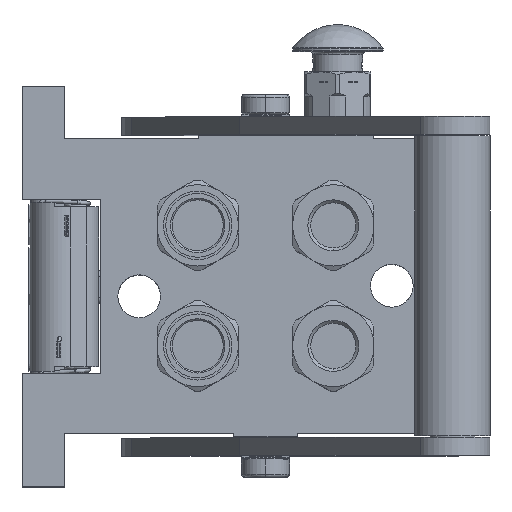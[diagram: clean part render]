
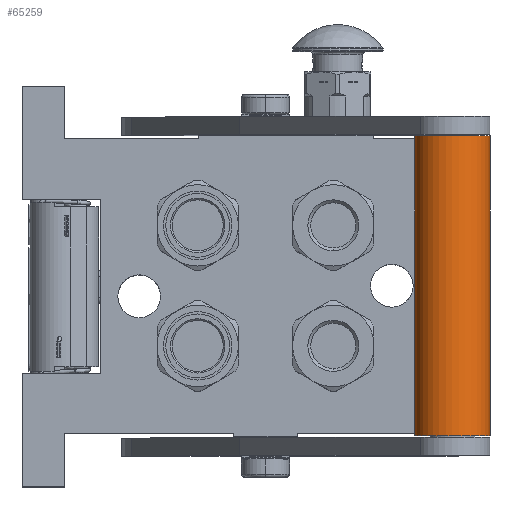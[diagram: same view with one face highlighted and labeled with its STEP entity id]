
A CAD part, top view. The second image highlights one B-rep face of the part: STEP entity #65259.
In plain terms, the highlighted cylindrical face has radius 12.5 mm (diameter 25 mm), a partial arc.
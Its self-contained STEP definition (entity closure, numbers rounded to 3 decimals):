
#5958 = ORIENTED_EDGE ( 'NONE', *, *, #38602, .T. ) ;
#19039 = CARTESIAN_POINT ( 'NONE',  ( 104., 0., -12.5 ) ) ;
#24674 = CIRCLE ( 'NONE', #85852, 12.5 ) ;
#28852 = FACE_OUTER_BOUND ( 'NONE', #31303, .T. ) ;
#30857 = DIRECTION ( 'NONE',  ( 0., 0., 1. ) ) ;
#31303 = EDGE_LOOP ( 'NONE', ( #5958, #42542, #95263, #65677 ) ) ;
#32478 = DIRECTION ( 'NONE',  ( -1., 0., 0. ) ) ;
#38229 = DIRECTION ( 'NONE',  ( -1., 0., 0. ) ) ;
#38602 = EDGE_CURVE ( 'NONE', #119247, #108138, #24674, .T. ) ;
#41834 = DIRECTION ( 'NONE',  ( -1., 0., 0. ) ) ;
#42542 = ORIENTED_EDGE ( 'NONE', *, *, #73971, .T. ) ;
#51427 = DIRECTION ( 'NONE',  ( 0., 0., -1. ) ) ;
#51837 = CARTESIAN_POINT ( 'NONE',  ( 104., 0., 0. ) ) ;
#54355 = EDGE_CURVE ( 'NONE', #61292, #62927, #108611, .T. ) ;
#56634 = AXIS2_PLACEMENT_3D ( 'NONE', #95649, #38229, #86829 ) ;
#59889 = CARTESIAN_POINT ( 'NONE',  ( 4.5, 0., 12.5 ) ) ;
#61292 = VERTEX_POINT ( 'NONE', #74077 ) ;
#62927 = VERTEX_POINT ( 'NONE', #59889 ) ;
#65259 = ADVANCED_FACE ( 'NONE', ( #28852 ), #87368, .T. ) ;
#65677 = ORIENTED_EDGE ( 'NONE', *, *, #98592, .F. ) ;
#67703 = DIRECTION ( 'NONE',  ( -1., 0., 0. ) ) ;
#67874 = VECTOR ( 'NONE', #94483, 1000. ) ;
#71619 = VECTOR ( 'NONE', #67703, 1000. ) ;
#73971 = EDGE_CURVE ( 'NONE', #108138, #62927, #97133, .T. ) ;
#74077 = CARTESIAN_POINT ( 'NONE',  ( 4.5, 0., -12.5 ) ) ;
#76840 = LINE ( 'NONE', #19039, #67874 ) ;
#78119 = CARTESIAN_POINT ( 'NONE',  ( 104., 0., -12.5 ) ) ;
#85852 = AXIS2_PLACEMENT_3D ( 'NONE', #51837, #41834, #51427 ) ;
#86829 = DIRECTION ( 'NONE',  ( 0., 0., -1. ) ) ;
#87368 = CYLINDRICAL_SURFACE ( 'NONE', #111322, 12.5 ) ;
#90449 = CARTESIAN_POINT ( 'NONE',  ( 104., 0., 12.5 ) ) ;
#94483 = DIRECTION ( 'NONE',  ( -1., 0., 0. ) ) ;
#95263 = ORIENTED_EDGE ( 'NONE', *, *, #54355, .F. ) ;
#95649 = CARTESIAN_POINT ( 'NONE',  ( 4.5, 0., 0. ) ) ;
#97133 = LINE ( 'NONE', #115402, #71619 ) ;
#98592 = EDGE_CURVE ( 'NONE', #119247, #61292, #76840, .T. ) ;
#99080 = CARTESIAN_POINT ( 'NONE',  ( -5.425, 0., 0. ) ) ;
#108138 = VERTEX_POINT ( 'NONE', #90449 ) ;
#108611 = CIRCLE ( 'NONE', #56634, 12.5 ) ;
#111322 = AXIS2_PLACEMENT_3D ( 'NONE', #99080, #32478, #30857 ) ;
#115402 = CARTESIAN_POINT ( 'NONE',  ( 104., 0., 12.5 ) ) ;
#119247 = VERTEX_POINT ( 'NONE', #78119 ) ;
